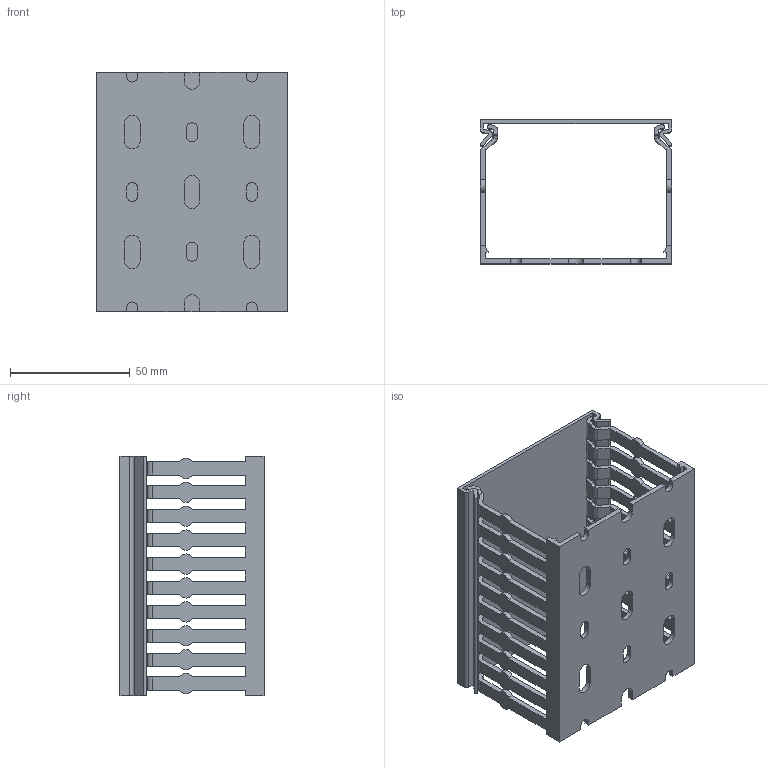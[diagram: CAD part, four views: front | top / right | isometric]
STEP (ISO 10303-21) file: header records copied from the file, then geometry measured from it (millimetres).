
FILE_DESCRIPTION(/* description */ ('F2000 B80xH60'),/* implementation_level */ '2;1');
FILE_NAME(/* name */ '17847.6_VK_HF_80X60_LG.stp',/* time_stamp */ '2020-04-07T14:42:40+02:00',/* author */ ('freichenberger'),/* organization */ ('Conta-Clip Verbindungstechnik GmbH'),/* preprocessor_version */ 'ST-DEVELOPER v18',/* originating_system */ 'Autodesk Inventor 2020',/* authorisation */ '');
FILE_SCHEMA (('AUTOMOTIVE_DESIGN { 1 0 10303 214 3 1 1 }'));
Length unit declared in the file: millimetre
Products named in the file (3): 7323-1; 7323-1 / 7373-1; 80
Assembly tree (2 placements, depth 2):
  7323-1
    7323-1 / 7373-1
    80
Bounding box: 80.16 x 60.25 x 100 mm (x, y, z)
Volume: 46048.1 mm3; surface area: 58083.4 mm2
Topology: 2 solids, 2 shells, 628 faces, 1872 edges, 1248 vertices
Faces by surface type: plane 350, cylinder 278
Entity records: 21813 total; most frequent: CARTESIAN_POINT 4393, ORIENTED_EDGE 3744, DIRECTION 3614, EDGE_CURVE 1872, VERTEX_POINT 1248, LINE 1236, VECTOR 1236, AXIS2_PLACEMENT_3D 1189
